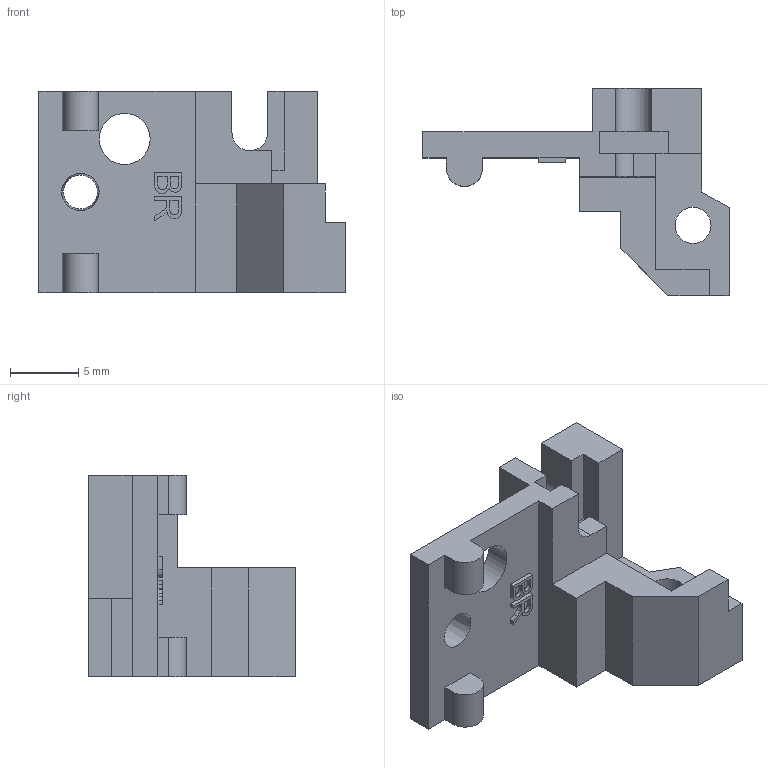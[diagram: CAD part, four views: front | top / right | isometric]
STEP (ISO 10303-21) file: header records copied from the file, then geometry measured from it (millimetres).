
FILE_DESCRIPTION(/* description */ (''),/* implementation_level */ '2;1');
FILE_NAME(/* name */ '100121692ugm000_b.stp',/* time_stamp */ '2012-07-04T10:49:47+02:00',/* author */ (''),/* organization */ (''),/* preprocessor_version */ 'ST-DEVELOPER v11',/* originating_system */ 'SIEMENS PLM Software NX 7.5',/* authorisation */ '');
FILE_SCHEMA (('AUTOMOTIVE_DESIGN { 1 0 10303 214 1 1 1 1 }'));
Length unit declared in the file: millimetre
Products named in the file (1): 100121692ugm000_b
Bounding box: 22.5 x 15.2 x 14.8 mm (x, y, z)
Volume: 1186 mm3; surface area: 1396.8 mm2
Topology: 1 solids, 1 shells, 91 faces, 254 edges, 168 vertices
Faces by surface type: plane 74, cylinder 16, cone 1
Full cylindrical faces by diameter (mm): 2.65 x1, 3.75 x1
Entity records: 2915 total; most frequent: CARTESIAN_POINT 511, ORIENTED_EDGE 502, DIRECTION 469, EDGE_CURVE 251, LINE 217, VECTOR 217, VERTEX_POINT 168, AXIS2_PLACEMENT_3D 126
